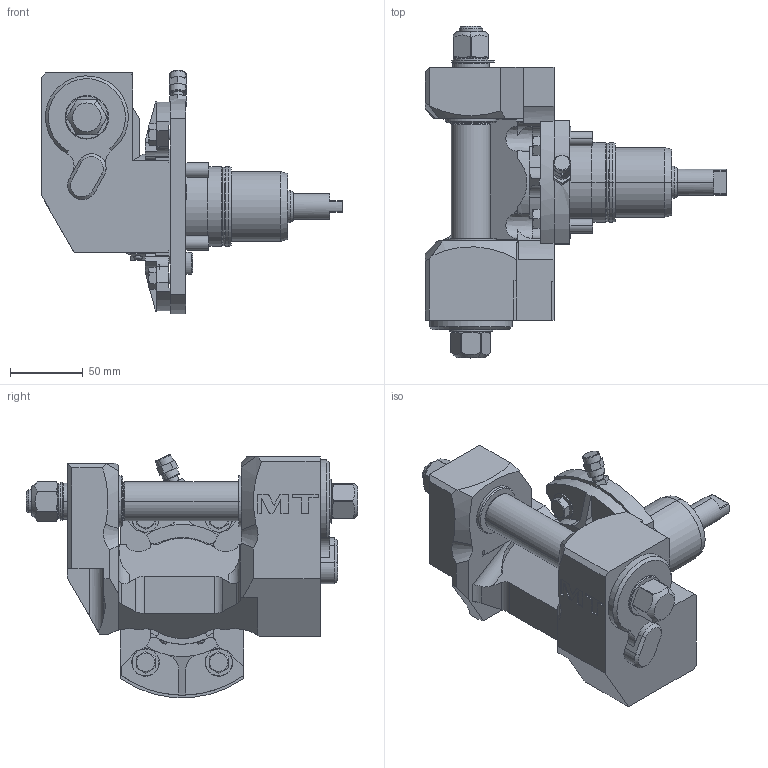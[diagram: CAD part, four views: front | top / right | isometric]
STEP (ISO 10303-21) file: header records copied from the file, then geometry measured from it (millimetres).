
FILE_DESCRIPTION((''),'2;1');
FILE_NAME('NKM0081100_CONF','2023-06-14T16:46:57',('gvalli'),('M.T. srl'),'CREO PARAMETRIC BY PTC INC, 2021072','CREO PARAMETRIC BY PTC INC, 2021072','');
FILE_SCHEMA(('CONFIG_CONTROL_DESIGN'));
Length unit declared in the file: millimetre
Products named in the file (1): NKM0081100_CONF
Bounding box: 207.72 x 228.5 x 167.43 mm (x, y, z)
Volume: 1369648.5 mm3; surface area: 153190.8 mm2
Topology: 1 solids, 1 shells, 537 faces, 1407 edges, 913 vertices
Faces by surface type: plane 271, cylinder 183, cone 55, torus 14, bspline 12, extrusion 2
Entity records: 19631 total; most frequent: CARTESIAN_POINT 6198, ORIENTED_EDGE 2814, DIRECTION 2810, EDGE_CURVE 1407, AXIS2_PLACEMENT_3D 1038, VERTEX_POINT 913, VECTOR 734, LINE 732
